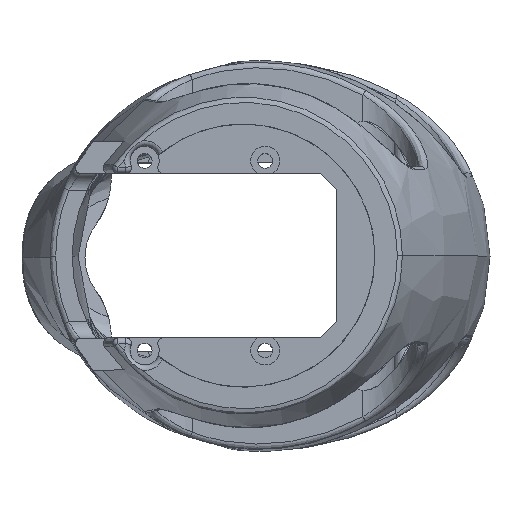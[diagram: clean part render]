
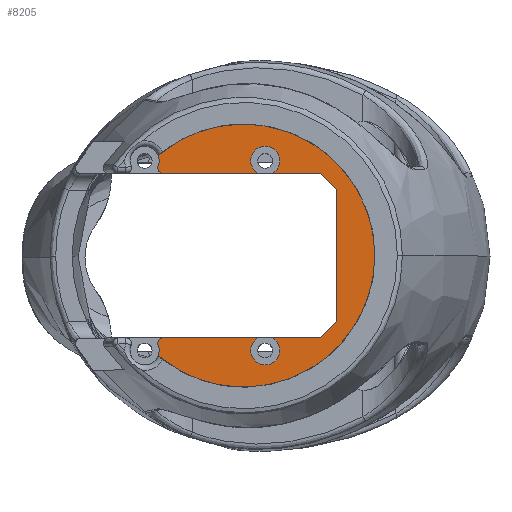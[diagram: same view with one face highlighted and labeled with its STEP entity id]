
A CAD part, top view. The second image highlights one B-rep face of the part: STEP entity #8205.
In plain terms, the highlighted planar face has unit normal (0, 0, 1).
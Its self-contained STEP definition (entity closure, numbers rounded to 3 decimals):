
#901=PLANE('',#8920);
#1370=FACE_OUTER_BOUND('',#1908,.T.);
#1908=EDGE_LOOP('',(#7585,#7586,#7587,#7588,#7589,#7590,#7591,#7592,#7593,
#7594,#7595,#7596,#7597,#7598));
#1910=CIRCLE('',#8223,2.65);
#1912=CIRCLE('',#8230,1.);
#1914=CIRCLE('',#8233,2.65);
#1916=CIRCLE('',#8239,1.);
#1958=CIRCLE('',#8307,2.65);
#1959=CIRCLE('',#8309,24.);
#2157=CIRCLE('',#8662,2.65);
#2304=LINE('',#10729,#2689);
#2306=LINE('',#10732,#2691);
#2314=LINE('',#10751,#2699);
#2318=LINE('',#10758,#2703);
#2324=LINE('',#10779,#2709);
#2326=LINE('',#10782,#2711);
#2334=LINE('',#10799,#2719);
#2689=VECTOR('',#8938,1000.);
#2691=VECTOR('',#8940,1000.);
#2699=VECTOR('',#8952,1000.);
#2703=VECTOR('',#8958,1000.);
#2709=VECTOR('',#8978,1000.);
#2711=VECTOR('',#8980,1000.);
#2719=VECTOR('',#8992,1000.);
#3071=VERTEX_POINT('',#10717);
#3073=VERTEX_POINT('',#10720);
#3076=VERTEX_POINT('',#10727);
#3077=VERTEX_POINT('',#10731);
#3085=VERTEX_POINT('',#10749);
#3086=VERTEX_POINT('',#10750);
#3089=VERTEX_POINT('',#10761);
#3092=VERTEX_POINT('',#10768);
#3093=VERTEX_POINT('',#10770);
#3095=VERTEX_POINT('',#10776);
#3097=VERTEX_POINT('',#10781);
#3106=VERTEX_POINT('',#10803);
#3351=VERTEX_POINT('',#19070);
#3354=VERTEX_POINT('',#19091);
#3839=EDGE_CURVE('',#3071,#3073,#1910,.T.);
#3843=EDGE_CURVE('',#3076,#3071,#2304,.T.);
#3845=EDGE_CURVE('',#3073,#3077,#2306,.T.);
#3854=EDGE_CURVE('',#3085,#3086,#2314,.T.);
#3858=EDGE_CURVE('',#3076,#3085,#2318,.T.);
#3860=EDGE_CURVE('',#3077,#3089,#1912,.F.);
#3864=EDGE_CURVE('',#3092,#3093,#1914,.T.);
#3868=EDGE_CURVE('',#3095,#3092,#2324,.T.);
#3870=EDGE_CURVE('',#3093,#3097,#2326,.T.);
#3879=EDGE_CURVE('',#3086,#3097,#2334,.T.);
#3882=EDGE_CURVE('',#3106,#3095,#1916,.F.);
#4161=EDGE_CURVE('',#3089,#3351,#1958,.T.);
#4163=EDGE_CURVE('',#3354,#3351,#1959,.T.);
#4782=EDGE_CURVE('',#3354,#3106,#2157,.T.);
#7585=ORIENTED_EDGE('',*,*,#3860,.F.);
#7586=ORIENTED_EDGE('',*,*,#3845,.F.);
#7587=ORIENTED_EDGE('',*,*,#3839,.F.);
#7588=ORIENTED_EDGE('',*,*,#3843,.F.);
#7589=ORIENTED_EDGE('',*,*,#3858,.T.);
#7590=ORIENTED_EDGE('',*,*,#3854,.T.);
#7591=ORIENTED_EDGE('',*,*,#3879,.T.);
#7592=ORIENTED_EDGE('',*,*,#3870,.F.);
#7593=ORIENTED_EDGE('',*,*,#3864,.F.);
#7594=ORIENTED_EDGE('',*,*,#3868,.F.);
#7595=ORIENTED_EDGE('',*,*,#3882,.F.);
#7596=ORIENTED_EDGE('',*,*,#4782,.F.);
#7597=ORIENTED_EDGE('',*,*,#4163,.T.);
#7598=ORIENTED_EDGE('',*,*,#4161,.F.);
#8205=ADVANCED_FACE('',(#1370),#901,.T.);
#8223=AXIS2_PLACEMENT_3D('',#10721,#8930,#8931);
#8230=AXIS2_PLACEMENT_3D('',#10762,#8962,#8963);
#8233=AXIS2_PLACEMENT_3D('',#10771,#8970,#8971);
#8239=AXIS2_PLACEMENT_3D('',#10805,#8997,#8998);
#8307=AXIS2_PLACEMENT_3D('',#19077,#9219,#9220);
#8309=AXIS2_PLACEMENT_3D('',#19092,#9223,#9224);
#8662=AXIS2_PLACEMENT_3D('',#32769,#10109,#10110);
#8920=AXIS2_PLACEMENT_3D('',#38493,#10708,#10709);
#8930=DIRECTION('center_axis',(0.,0.,1.));
#8931=DIRECTION('ref_axis',(1.,0.,0.));
#8938=DIRECTION('',(0.,1.,0.));
#8940=DIRECTION('',(0.,1.,0.));
#8952=DIRECTION('',(-1.,0.,0.));
#8958=DIRECTION('',(-0.707,-0.707,0.));
#8962=DIRECTION('center_axis',(0.,0.,1.));
#8963=DIRECTION('ref_axis',(1.,0.,0.));
#8970=DIRECTION('center_axis',(0.,0.,1.));
#8971=DIRECTION('ref_axis',(1.,0.,0.));
#8978=DIRECTION('',(0.,-1.,0.));
#8980=DIRECTION('',(0.,-1.,0.));
#8992=DIRECTION('',(-0.707,0.707,0.));
#8997=DIRECTION('center_axis',(0.,0.,1.));
#8998=DIRECTION('ref_axis',(1.,0.,0.));
#9219=DIRECTION('center_axis',(0.,0.,1.));
#9220=DIRECTION('ref_axis',(1.,0.,0.));
#9223=DIRECTION('center_axis',(0.,0.,1.));
#9224=DIRECTION('ref_axis',(1.,0.,0.));
#10109=DIRECTION('center_axis',(0.,0.,1.));
#10110=DIRECTION('ref_axis',(1.,0.,0.));
#10708=DIRECTION('center_axis',(0.,0.,1.));
#10709=DIRECTION('ref_axis',(1.,0.,0.));
#10717=CARTESIAN_POINT('',(15.,-5.316,225.9));
#10720=CARTESIAN_POINT('',(15.,-2.684,225.9));
#10721=CARTESIAN_POINT('Origin',(17.3,-4.,225.9));
#10727=CARTESIAN_POINT('',(15.,-14.,225.9));
#10729=CARTESIAN_POINT('',(15.,-500000.,225.9));
#10731=CARTESIAN_POINT('',(15.,14.589,225.9));
#10732=CARTESIAN_POINT('',(15.,-500000.,225.9));
#10749=CARTESIAN_POINT('',(12.,-17.,225.9));
#10750=CARTESIAN_POINT('',(-12.,-17.,225.9));
#10751=CARTESIAN_POINT('',(500000.,-17.,225.9));
#10758=CARTESIAN_POINT('',(12.,-17.,225.9));
#10761=CARTESIAN_POINT('',(16.356,15.524,225.9));
#10762=CARTESIAN_POINT('Origin',(16.,14.589,225.9));
#10768=CARTESIAN_POINT('',(-15.,-2.684,225.9));
#10770=CARTESIAN_POINT('',(-15.,-5.316,225.9));
#10771=CARTESIAN_POINT('Origin',(-17.3,-4.,225.9));
#10776=CARTESIAN_POINT('',(-15.,14.589,225.9));
#10779=CARTESIAN_POINT('',(-15.,-500000.,225.9));
#10781=CARTESIAN_POINT('',(-15.,-14.,225.9));
#10782=CARTESIAN_POINT('',(-15.,-500000.,225.9));
#10799=CARTESIAN_POINT('',(-12.,-17.,225.9));
#10803=CARTESIAN_POINT('',(-16.356,15.524,225.9));
#10805=CARTESIAN_POINT('Origin',(-16.,14.589,225.9));
#19070=CARTESIAN_POINT('',(18.288,15.541,225.9));
#19077=CARTESIAN_POINT('Origin',(17.3,18.,225.9));
#19091=CARTESIAN_POINT('',(-18.288,15.541,225.9));
#19092=CARTESIAN_POINT('Origin',(0.,0.,225.9));
#32769=CARTESIAN_POINT('Origin',(-17.3,18.,225.9));
#38493=CARTESIAN_POINT('Origin',(0.,0.,225.9));
